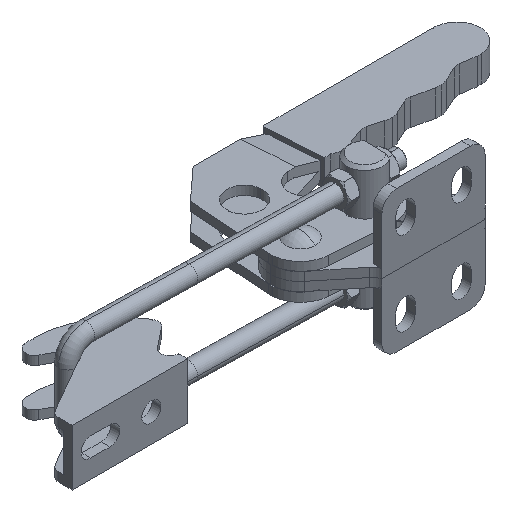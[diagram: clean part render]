
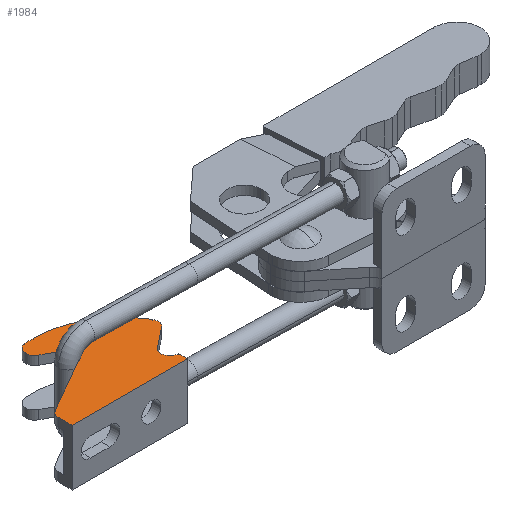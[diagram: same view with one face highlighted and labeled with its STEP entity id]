
A CAD part, isometric view. The second image highlights one B-rep face of the part: STEP entity #1984.
In plain terms, the highlighted planar face has unit normal (0, 0, 1).
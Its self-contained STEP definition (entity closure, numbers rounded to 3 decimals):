
#60 = AXIS2_PLACEMENT_3D ( 'NONE', #4471, #1292, #2778 ) ;
#82 = AXIS2_PLACEMENT_3D ( 'NONE', #9143, #7695, #486 ) ;
#135 = AXIS2_PLACEMENT_3D ( 'NONE', #3518, #8104, #2742 ) ;
#176 = AXIS2_PLACEMENT_3D ( 'NONE', #9441, #9468, #6692 ) ;
#238 = AXIS2_PLACEMENT_3D ( 'NONE', #7194, #3619, #4821 ) ;
#251 = AXIS2_PLACEMENT_3D ( 'NONE', #3500, #9397, #279 ) ;
#262 = ORIENTED_EDGE ( 'NONE', *, *, #1359, .T. ) ;
#279 = DIRECTION ( 'NONE',  ( 0., -1., 0. ) ) ;
#486 = DIRECTION ( 'NONE',  ( 0., -1., 0. ) ) ;
#502 = DIRECTION ( 'NONE',  ( 1., 0., 0. ) ) ;
#516 = CARTESIAN_POINT ( 'NONE',  ( -120.158, 18.101, 9.5 ) ) ;
#672 = DIRECTION ( 'NONE',  ( 0., 0., 1. ) ) ;
#823 = ORIENTED_EDGE ( 'NONE', *, *, #1202, .T. ) ;
#863 = FACE_OUTER_BOUND ( 'NONE', #6487, .T. ) ;
#879 = VERTEX_POINT ( 'NONE', #4839 ) ;
#925 = CARTESIAN_POINT ( 'NONE',  ( -125.667, 26.277, 9.5 ) ) ;
#990 = CIRCLE ( 'NONE', #82, 3. ) ;
#1202 = EDGE_CURVE ( 'NONE', #9310, #3176, #3596, .T. ) ;
#1235 = EDGE_CURVE ( 'NONE', #3176, #8118, #7202, .T. ) ;
#1237 = EDGE_CURVE ( 'NONE', #8118, #7108, #1349, .T. ) ;
#1252 = DIRECTION ( 'NONE',  ( 0., 1., 0. ) ) ;
#1292 = DIRECTION ( 'NONE',  ( 0., 0., 1. ) ) ;
#1302 = EDGE_CURVE ( 'NONE', #3431, #7252, #6002, .T. ) ;
#1343 = EDGE_CURVE ( 'NONE', #7252, #2699, #9804, .T. ) ;
#1349 = CIRCLE ( 'NONE', #251, 3. ) ;
#1359 = EDGE_CURVE ( 'NONE', #2699, #9641, #9366, .T. ) ;
#1395 = EDGE_CURVE ( 'NONE', #9641, #4160, #990, .T. ) ;
#1405 = LINE ( 'NONE', #8965, #7267 ) ;
#1409 = EDGE_CURVE ( 'NONE', #4160, #8285, #3242, .T. ) ;
#1423 = EDGE_CURVE ( 'NONE', #6248, #2081, #2758, .T. ) ;
#1432 = EDGE_CURVE ( 'NONE', #2081, #9310, #2517, .T. ) ;
#1513 = DIRECTION ( 'NONE',  ( -0.869, -0.494, 0. ) ) ;
#1632 = VECTOR ( 'NONE', #502, 1000. ) ;
#1827 = AXIS2_PLACEMENT_3D ( 'NONE', #5209, #672, #5986 ) ;
#1918 = VECTOR ( 'NONE', #1252, 1000. ) ;
#1952 = CARTESIAN_POINT ( 'NONE',  ( -101.557, 0., 9.5 ) ) ;
#1984 = ADVANCED_FACE ( 'NONE', ( #863 ), #9504, .T. ) ;
#2081 = VERTEX_POINT ( 'NONE', #925 ) ;
#2240 = CARTESIAN_POINT ( 'NONE',  ( -95.983, 17.541, 9.5 ) ) ;
#2322 = CARTESIAN_POINT ( 'NONE',  ( -101.557, 3., 9.5 ) ) ;
#2517 = LINE ( 'NONE', #9631, #6604 ) ;
#2655 = DIRECTION ( 'NONE',  ( 0.786, 0.619, 0. ) ) ;
#2699 = VERTEX_POINT ( 'NONE', #9126 ) ;
#2742 = DIRECTION ( 'NONE',  ( 0., -1., 0. ) ) ;
#2758 = CIRCLE ( 'NONE', #60, 3. ) ;
#2778 = DIRECTION ( 'NONE',  ( 0., -1., 0. ) ) ;
#3141 = CARTESIAN_POINT ( 'NONE',  ( -121.657, 20.7, 9.5 ) ) ;
#3149 = CARTESIAN_POINT ( 'NONE',  ( -124.705, 31.985, 9.5 ) ) ;
#3176 = VERTEX_POINT ( 'NONE', #516 ) ;
#3242 = CIRCLE ( 'NONE', #135, 30. ) ;
#3350 = DIRECTION ( 'NONE',  ( 0., -1., 0. ) ) ;
#3384 = DIRECTION ( 'NONE',  ( 0., 0., 1. ) ) ;
#3431 = VERTEX_POINT ( 'NONE', #1952 ) ;
#3439 = ORIENTED_EDGE ( 'NONE', *, *, #1432, .T. ) ;
#3500 = CARTESIAN_POINT ( 'NONE',  ( -137.657, 4.7, 9.5 ) ) ;
#3504 = CARTESIAN_POINT ( 'NONE',  ( -120.397, 23.423, 9.5 ) ) ;
#3518 = CARTESIAN_POINT ( 'NONE',  ( -121.724, 2.134, 9.5 ) ) ;
#3547 = DIRECTION ( 'NONE',  ( 0.879, -0.476, 0. ) ) ;
#3596 = CIRCLE ( 'NONE', #238, 3. ) ;
#3619 = DIRECTION ( 'NONE',  ( 0., 0., -1. ) ) ;
#3676 = CIRCLE ( 'NONE', #1827, 30. ) ;
#3764 = ORIENTED_EDGE ( 'NONE', *, *, #9317, .T. ) ;
#4015 = ORIENTED_EDGE ( 'NONE', *, *, #1343, .T. ) ;
#4160 = VERTEX_POINT ( 'NONE', #2240 ) ;
#4221 = CARTESIAN_POINT ( 'NONE',  ( -139.156, 7.298, 9.5 ) ) ;
#4354 = DIRECTION ( 'NONE',  ( 0., -1., 0. ) ) ;
#4471 = CARTESIAN_POINT ( 'NONE',  ( -124.407, 29., 9.5 ) ) ;
#4821 = DIRECTION ( 'NONE',  ( 0., -1., 0. ) ) ;
#4839 = CARTESIAN_POINT ( 'NONE',  ( -140.657, 0., 9.5 ) ) ;
#4974 = ORIENTED_EDGE ( 'NONE', *, *, #8848, .T. ) ;
#5163 = VECTOR ( 'NONE', #1513, 1000. ) ;
#5209 = CARTESIAN_POINT ( 'NONE',  ( -121.724, 2.134, 9.5 ) ) ;
#5343 = AXIS2_PLACEMENT_3D ( 'NONE', #3141, #3384, #3350 ) ;
#5698 = LINE ( 'NONE', #8867, #1632 ) ;
#5912 = CARTESIAN_POINT ( 'NONE',  ( -140.657, 4.7, 9.5 ) ) ;
#5986 = DIRECTION ( 'NONE',  ( 0., -1., 0. ) ) ;
#6002 = LINE ( 'NONE', #8122, #1918 ) ;
#6029 = CARTESIAN_POINT ( 'NONE',  ( -121.724, 32.134, 9.5 ) ) ;
#6248 = VERTEX_POINT ( 'NONE', #3149 ) ;
#6487 = EDGE_LOOP ( 'NONE', ( #823, #6896, #9193, #9427, #3764, #7844, #4015, #262, #8570, #8831, #4974, #9078, #3439 ) ) ;
#6604 = VECTOR ( 'NONE', #3547, 1000. ) ;
#6692 = DIRECTION ( 'NONE',  ( 0., -1., 0. ) ) ;
#6896 = ORIENTED_EDGE ( 'NONE', *, *, #1235, .T. ) ;
#7108 = VERTEX_POINT ( 'NONE', #5912 ) ;
#7194 = CARTESIAN_POINT ( 'NONE',  ( -121.657, 20.7, 9.5 ) ) ;
#7202 = LINE ( 'NONE', #7223, #5163 ) ;
#7223 = CARTESIAN_POINT ( 'NONE',  ( -139.156, 7.298, 9.5 ) ) ;
#7252 = VERTEX_POINT ( 'NONE', #2322 ) ;
#7267 = VECTOR ( 'NONE', #4354, 1000. ) ;
#7542 = VECTOR ( 'NONE', #2655, 1000. ) ;
#7695 = DIRECTION ( 'NONE',  ( 0., 0., 1. ) ) ;
#7844 = ORIENTED_EDGE ( 'NONE', *, *, #1302, .T. ) ;
#8104 = DIRECTION ( 'NONE',  ( 0., 0., 1. ) ) ;
#8118 = VERTEX_POINT ( 'NONE', #4221 ) ;
#8122 = CARTESIAN_POINT ( 'NONE',  ( -101.557, 0., 9.5 ) ) ;
#8212 = CARTESIAN_POINT ( 'NONE',  ( -103.413, 8.357, 9.5 ) ) ;
#8285 = VERTEX_POINT ( 'NONE', #6029 ) ;
#8570 = ORIENTED_EDGE ( 'NONE', *, *, #1395, .T. ) ;
#8831 = ORIENTED_EDGE ( 'NONE', *, *, #1409, .T. ) ;
#8848 = EDGE_CURVE ( 'NONE', #8285, #6248, #3676, .T. ) ;
#8867 = CARTESIAN_POINT ( 'NONE',  ( -140.657, 0., 9.5 ) ) ;
#8965 = CARTESIAN_POINT ( 'NONE',  ( -140.657, 4.7, 9.5 ) ) ;
#9078 = ORIENTED_EDGE ( 'NONE', *, *, #1423, .T. ) ;
#9109 = CARTESIAN_POINT ( 'NONE',  ( -96.701, 13.643, 9.5 ) ) ;
#9126 = CARTESIAN_POINT ( 'NONE',  ( -103.413, 8.357, 9.5 ) ) ;
#9143 = CARTESIAN_POINT ( 'NONE',  ( -98.557, 16., 9.5 ) ) ;
#9193 = ORIENTED_EDGE ( 'NONE', *, *, #1237, .T. ) ;
#9310 = VERTEX_POINT ( 'NONE', #3504 ) ;
#9317 = EDGE_CURVE ( 'NONE', #879, #3431, #5698, .T. ) ;
#9366 = LINE ( 'NONE', #8212, #7542 ) ;
#9390 = EDGE_CURVE ( 'NONE', #7108, #879, #1405, .T. ) ;
#9397 = DIRECTION ( 'NONE',  ( 0., 0., 1. ) ) ;
#9427 = ORIENTED_EDGE ( 'NONE', *, *, #9390, .T. ) ;
#9441 = CARTESIAN_POINT ( 'NONE',  ( -101.557, 6., 9.5 ) ) ;
#9468 = DIRECTION ( 'NONE',  ( 0., 0., -1. ) ) ;
#9504 = PLANE ( 'NONE',  #5343 ) ;
#9631 = CARTESIAN_POINT ( 'NONE',  ( -125.667, 26.277, 9.5 ) ) ;
#9641 = VERTEX_POINT ( 'NONE', #9109 ) ;
#9804 = CIRCLE ( 'NONE', #176, 3. ) ;
